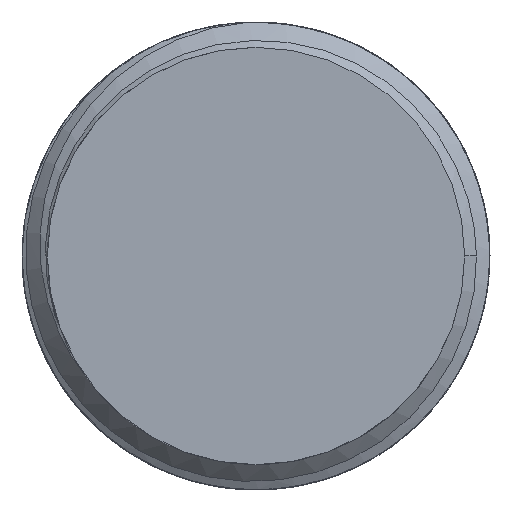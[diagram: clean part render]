
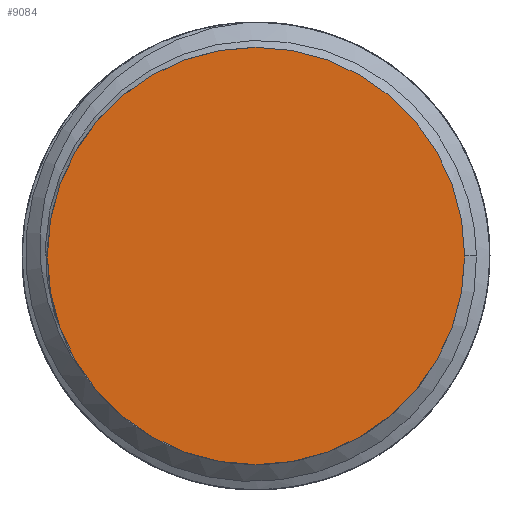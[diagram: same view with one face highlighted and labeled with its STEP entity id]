
A CAD part, front view. The second image highlights one B-rep face of the part: STEP entity #9084.
In plain terms, the highlighted planar face has unit normal (0, -1, 0).
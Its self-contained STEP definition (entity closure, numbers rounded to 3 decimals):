
#6=CARTESIAN_POINT('',(0.,0.,0.));
#7=DIRECTION('',(0.,-1.,0.));
#8=DIRECTION('',(1.,0.,0.));
#9=AXIS2_PLACEMENT_3D('',#6,#7,#8);
#48=CARTESIAN_POINT('',(0.,0.,0.));
#49=DIRECTION('',(0.,1.,0.));
#50=DIRECTION('',(1.,0.,0.));
#51=AXIS2_PLACEMENT_3D('',#48,#49,#50);
#8682=CARTESIAN_POINT('',(5.35,0.,0.));
#8683=CARTESIAN_POINT('',(-5.35,0.,0.));
#8684=VERTEX_POINT('',#8682);
#8685=VERTEX_POINT('',#8683);
#9073=CARTESIAN_POINT('',(0.,0.,0.));
#9074=DIRECTION('',(0.,-1.,0.));
#9075=DIRECTION('',(-1.,0.,0.));
#9076=AXIS2_PLACEMENT_3D('',#9073,#9074,#9075);
#9077=PLANE('',#9076);
#9079=ORIENTED_EDGE('',*,*,#9078,.F.);
#9081=ORIENTED_EDGE('',*,*,#9080,.T.);
#9082=EDGE_LOOP('',(#9079,#9081));
#9083=FACE_OUTER_BOUND('',#9082,.F.);
#9084=ADVANCED_FACE('',(#9083),#9077,.T.);
#10=CIRCLE('',#9,5.35);
#52=CIRCLE('',#51,5.35);
#9078=EDGE_CURVE('',#8684,#8685,#10,.T.);
#9080=EDGE_CURVE('',#8684,#8685,#52,.T.);
